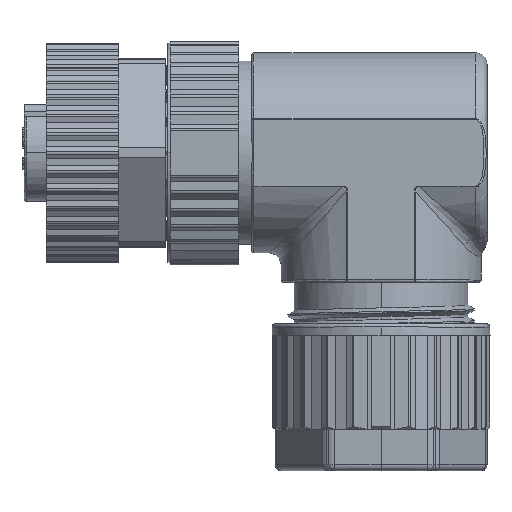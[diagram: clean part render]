
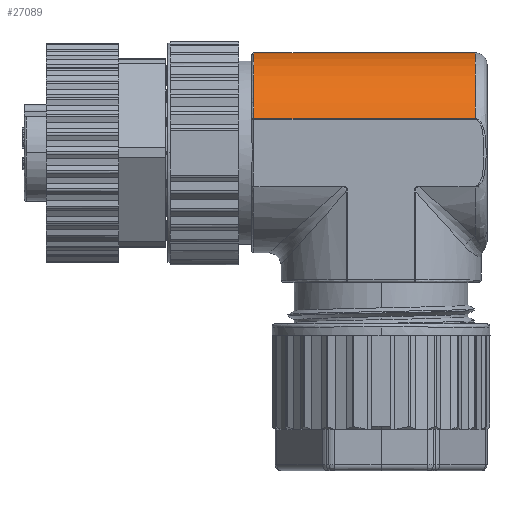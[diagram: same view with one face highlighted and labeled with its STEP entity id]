
A CAD part, top view. The second image highlights one B-rep face of the part: STEP entity #27089.
In plain terms, the highlighted cylindrical face has radius 8.5 mm (diameter 17 mm), a partial arc.
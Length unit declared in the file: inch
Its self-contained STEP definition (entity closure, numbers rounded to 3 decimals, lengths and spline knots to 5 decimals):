
#11 = ORIENTED_EDGE ( 'NONE', *, *, #31034, .T. ) ;
#2059 = AXIS2_PLACEMENT_3D ( 'NONE', #81210, #23343, #7558 ) ;
#4552 = DIRECTION ( 'NONE',  ( 1., 0., 0. ) ) ;
#4978 = ORIENTED_EDGE ( 'NONE', *, *, #71522, .F. ) ;
#6711 = VERTEX_POINT ( 'NONE', #17959 ) ;
#6741 = AXIS2_PLACEMENT_3D ( 'NONE', #77163, #4552, #70320 ) ;
#7369 = EDGE_CURVE ( 'NONE', #34082, #65549, #98722, .T. ) ;
#7558 = DIRECTION ( 'NONE',  ( 0., 0., -1. ) ) ;
#7983 = ORIENTED_EDGE ( 'NONE', *, *, #46475, .F. ) ;
#10574 = ORIENTED_EDGE ( 'NONE', *, *, #20901, .F. ) ;
#16253 = ORIENTED_EDGE ( 'NONE', *, *, #7369, .F. ) ;
#16278 = CARTESIAN_POINT ( 'NONE',  ( 0.51969, 0., 0. ) ) ;
#17959 = CARTESIAN_POINT ( 'NONE',  ( 1.25984, 0.11439, 0.31449 ) ) ;
#20103 = CARTESIAN_POINT ( 'NONE',  ( 1.25984, 0.33465, 0.00002 ) ) ;
#20901 = EDGE_CURVE ( 'NONE', #6711, #43691, #56249, .T. ) ;
#23343 = DIRECTION ( 'NONE',  ( 1., 0., 0. ) ) ;
#25708 = DIRECTION ( 'NONE',  ( 0., 0., -1. ) ) ;
#27089 = ADVANCED_FACE ( 'NONE', ( #55479 ), #87579, .T. ) ;
#31034 = EDGE_CURVE ( 'NONE', #80487, #43691, #99816, .T. ) ;
#34082 = VERTEX_POINT ( 'NONE', #78009 ) ;
#40770 = DIRECTION ( 'NONE',  ( 0., 1., 0. ) ) ;
#42615 = AXIS2_PLACEMENT_3D ( 'NONE', #16278, #97865, #25708 ) ;
#43429 = EDGE_LOOP ( 'NONE', ( #16253, #7983, #11, #10574, #4978 ) ) ;
#43605 = VECTOR ( 'NONE', #72542, 39.37008 ) ;
#43691 = VERTEX_POINT ( 'NONE', #65132 ) ;
#46475 = EDGE_CURVE ( 'NONE', #80487, #34082, #60700, .T. ) ;
#55479 = FACE_OUTER_BOUND ( 'NONE', #43429, .T. ) ;
#55531 = CIRCLE ( 'NONE', #6741, 0.33465 ) ;
#56249 = LINE ( 'NONE', #57794, #43605 ) ;
#56585 = CARTESIAN_POINT ( 'NONE',  ( 1.25984, 0., 0. ) ) ;
#57794 = CARTESIAN_POINT ( 'NONE',  ( 0.51966, 0.11439, 0.31449 ) ) ;
#60700 = LINE ( 'NONE', #77501, #94126 ) ;
#62236 = DIRECTION ( 'NONE',  ( 1., 0., 0. ) ) ;
#65132 = CARTESIAN_POINT ( 'NONE',  ( 0.51969, 0.11439, 0.31449 ) ) ;
#65549 = VERTEX_POINT ( 'NONE', #20103 ) ;
#70320 = DIRECTION ( 'NONE',  ( 0., 1., 0. ) ) ;
#71522 = EDGE_CURVE ( 'NONE', #65549, #6711, #55531, .T. ) ;
#71876 = AXIS2_PLACEMENT_3D ( 'NONE', #56585, #80779, #40770 ) ;
#72542 = DIRECTION ( 'NONE',  ( -1., 0., 0. ) ) ;
#73690 = CARTESIAN_POINT ( 'NONE',  ( 0.51969, 0.11439, -0.31449 ) ) ;
#77163 = CARTESIAN_POINT ( 'NONE',  ( 1.25984, 0., 0. ) ) ;
#77501 = CARTESIAN_POINT ( 'NONE',  ( 1.25987, 0.11439, -0.31449 ) ) ;
#78009 = CARTESIAN_POINT ( 'NONE',  ( 1.25984, 0.11439, -0.31449 ) ) ;
#80487 = VERTEX_POINT ( 'NONE', #73690 ) ;
#80779 = DIRECTION ( 'NONE',  ( 1., 0., 0. ) ) ;
#81210 = CARTESIAN_POINT ( 'NONE',  ( 0.22441, 0., 0. ) ) ;
#87579 = CYLINDRICAL_SURFACE ( 'NONE', #2059, 0.33465 ) ;
#94126 = VECTOR ( 'NONE', #62236, 39.37008 ) ;
#97865 = DIRECTION ( 'NONE',  ( 1., 0., 0. ) ) ;
#98722 = CIRCLE ( 'NONE', #71876, 0.33465 ) ;
#99816 = CIRCLE ( 'NONE', #42615, 0.33465 ) ;
